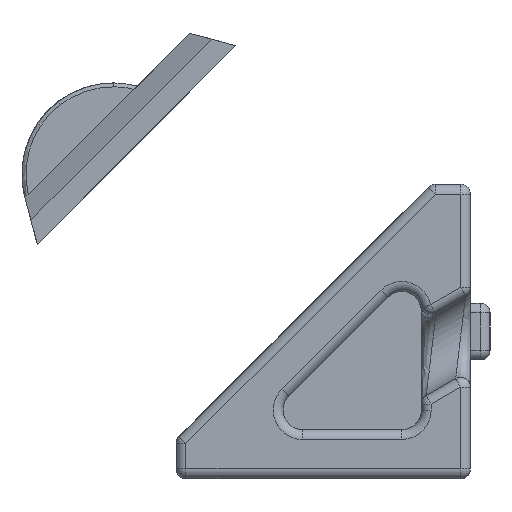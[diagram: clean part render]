
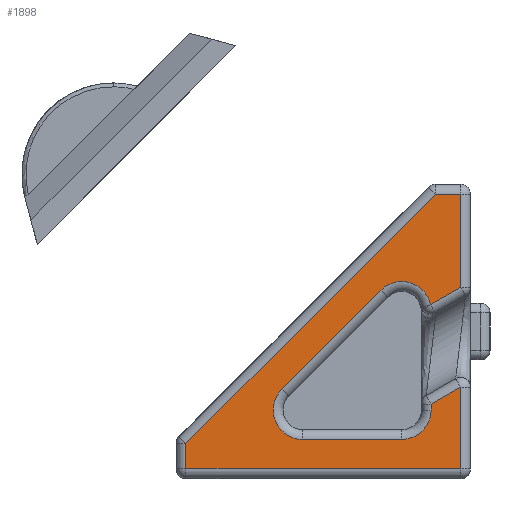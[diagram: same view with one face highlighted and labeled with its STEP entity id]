
A CAD part, left-side view. The second image highlights one B-rep face of the part: STEP entity #1898.
In plain terms, the highlighted planar face has unit normal (-1, 0, 0).
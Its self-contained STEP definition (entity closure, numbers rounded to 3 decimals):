
#58 = DIRECTION ( 'NONE',  ( 0., 0., -1. ) ) ;
#253 = VECTOR ( 'NONE', #13075, 1000. ) ;
#324 = EDGE_CURVE ( 'NONE', #2713, #10536, #4514, .T. ) ;
#415 = CARTESIAN_POINT ( 'NONE',  ( -40., 3.5, 8.55 ) ) ;
#611 = CARTESIAN_POINT ( 'NONE',  ( -40., 2.034, 8.866 ) ) ;
#639 = DIRECTION ( 'NONE',  ( 1., 0., 0. ) ) ;
#658 = DIRECTION ( 'NONE',  ( 0., -0.866, 0.5 ) ) ;
#679 = ORIENTED_EDGE ( 'NONE', *, *, #11289, .T. ) ;
#966 = VERTEX_POINT ( 'NONE', #14939 ) ;
#1307 = DIRECTION ( 'NONE',  ( 1., 0., 0. ) ) ;
#1374 = VERTEX_POINT ( 'NONE', #5466 ) ;
#1665 = ORIENTED_EDGE ( 'NONE', *, *, #11285, .T. ) ;
#1759 = ORIENTED_EDGE ( 'NONE', *, *, #4473, .T. ) ;
#1898 = ADVANCED_FACE ( 'NONE', ( #3873 ), #9069, .F. ) ;
#2015 = CARTESIAN_POINT ( 'NONE',  ( -40., 8.55, 2. ) ) ;
#2179 = VECTOR ( 'NONE', #9690, 1000. ) ;
#2713 = VERTEX_POINT ( 'NONE', #16072 ) ;
#2837 = VERTEX_POINT ( 'NONE', #611 ) ;
#3508 = AXIS2_PLACEMENT_3D ( 'NONE', #7636, #6369, #58 ) ;
#3531 = CARTESIAN_POINT ( 'NONE',  ( -40., 1.793, 14.5 ) ) ;
#3718 = LINE ( 'NONE', #12738, #4593 ) ;
#3729 = DIRECTION ( 'NONE',  ( 0., 0.707, -0.707 ) ) ;
#3761 = VECTOR ( 'NONE', #14874, 1000. ) ;
#3773 = AXIS2_PLACEMENT_3D ( 'NONE', #13660, #639, #12307 ) ;
#3873 = FACE_OUTER_BOUND ( 'NONE', #11499, .T. ) ;
#4266 = LINE ( 'NONE', #13371, #7936 ) ;
#4473 = EDGE_CURVE ( 'NONE', #7826, #12373, #6052, .T. ) ;
#4514 = LINE ( 'NONE', #8517, #2179 ) ;
#4593 = VECTOR ( 'NONE', #13765, 1000. ) ;
#4844 = CARTESIAN_POINT ( 'NONE',  ( -40., 8.146, 8.146 ) ) ;
#4893 = EDGE_CURVE ( 'NONE', #12035, #2837, #13535, .T. ) ;
#5094 = ORIENTED_EDGE ( 'NONE', *, *, #5525, .T. ) ;
#5121 = ORIENTED_EDGE ( 'NONE', *, *, #13635, .T. ) ;
#5175 = EDGE_CURVE ( 'NONE', #8435, #966, #6501, .T. ) ;
#5271 = VECTOR ( 'NONE', #3729, 1000. ) ;
#5324 = EDGE_CURVE ( 'NONE', #10536, #1374, #3718, .T. ) ;
#5466 = CARTESIAN_POINT ( 'NONE',  ( -40., 0.5, 0.5 ) ) ;
#5525 = EDGE_CURVE ( 'NONE', #8062, #14867, #7969, .T. ) ;
#5932 = CARTESIAN_POINT ( 'NONE',  ( -40., 0., 14.5 ) ) ;
#6052 = LINE ( 'NONE', #12603, #6538 ) ;
#6369 = DIRECTION ( 'NONE',  ( 1., 0., 0. ) ) ;
#6375 = CARTESIAN_POINT ( 'NONE',  ( -40., 0.5, 9.752 ) ) ;
#6479 = EDGE_CURVE ( 'NONE', #1374, #7826, #15764, .T. ) ;
#6501 = CIRCLE ( 'NONE', #3508, 1.5 ) ;
#6506 = DIRECTION ( 'NONE',  ( 0., 1., 0. ) ) ;
#6538 = VECTOR ( 'NONE', #7313, 1000. ) ;
#6752 = ORIENTED_EDGE ( 'NONE', *, *, #9984, .T. ) ;
#6807 = CARTESIAN_POINT ( 'NONE',  ( -40., 2., 3.5 ) ) ;
#6877 = VERTEX_POINT ( 'NONE', #3531 ) ;
#7029 = LINE ( 'NONE', #12484, #12816 ) ;
#7093 = VECTOR ( 'NONE', #658, 1000. ) ;
#7313 = DIRECTION ( 'NONE',  ( 0., 0.866, -0.5 ) ) ;
#7636 = CARTESIAN_POINT ( 'NONE',  ( -40., 8.55, 3.5 ) ) ;
#7807 = ORIENTED_EDGE ( 'NONE', *, *, #5175, .T. ) ;
#7808 = LINE ( 'NONE', #4844, #5271 ) ;
#7826 = VERTEX_POINT ( 'NONE', #11837 ) ;
#7936 = VECTOR ( 'NONE', #14576, 1000. ) ;
#7969 = LINE ( 'NONE', #14279, #253 ) ;
#8062 = VERTEX_POINT ( 'NONE', #6375 ) ;
#8266 = CARTESIAN_POINT ( 'NONE',  ( -40., 0.5, 0. ) ) ;
#8435 = VERTEX_POINT ( 'NONE', #2015 ) ;
#8476 = ORIENTED_EDGE ( 'NONE', *, *, #324, .T. ) ;
#8517 = CARTESIAN_POINT ( 'NONE',  ( -40., 14.5, 0. ) ) ;
#8603 = EDGE_CURVE ( 'NONE', #12373, #12071, #4266, .T. ) ;
#8608 = ORIENTED_EDGE ( 'NONE', *, *, #6479, .T. ) ;
#8648 = CARTESIAN_POINT ( 'NONE',  ( -40., 0.75, 9.607 ) ) ;
#9069 = PLANE ( 'NONE',  #12000 ) ;
#9361 = CARTESIAN_POINT ( 'NONE',  ( -40., 4.561, 9.611 ) ) ;
#9505 = VECTOR ( 'NONE', #14487, 1000. ) ;
#9690 = DIRECTION ( 'NONE',  ( 0., 0., -1. ) ) ;
#9780 = CARTESIAN_POINT ( 'NONE',  ( -40., 2., 3.805 ) ) ;
#9891 = CARTESIAN_POINT ( 'NONE',  ( -40., 3.5, 2. ) ) ;
#9984 = EDGE_CURVE ( 'NONE', #966, #12035, #11483, .T. ) ;
#10026 = EDGE_CURVE ( 'NONE', #6877, #2713, #7808, .T. ) ;
#10281 = DIRECTION ( 'NONE',  ( 0., -0.707, 0.707 ) ) ;
#10365 = ORIENTED_EDGE ( 'NONE', *, *, #13934, .T. ) ;
#10536 = VERTEX_POINT ( 'NONE', #14070 ) ;
#10869 = DIRECTION ( 'NONE',  ( 1., 0., 0. ) ) ;
#10945 = VECTOR ( 'NONE', #10281, 1000. ) ;
#11121 = LINE ( 'NONE', #5932, #3761 ) ;
#11285 = EDGE_CURVE ( 'NONE', #2837, #8062, #11295, .T. ) ;
#11289 = EDGE_CURVE ( 'NONE', #14276, #8435, #7029, .T. ) ;
#11295 = LINE ( 'NONE', #8648, #7093 ) ;
#11385 = ORIENTED_EDGE ( 'NONE', *, *, #10026, .T. ) ;
#11483 = LINE ( 'NONE', #13000, #10945 ) ;
#11499 = EDGE_LOOP ( 'NONE', ( #8608, #1759, #11764, #10365, #679, #7807, #6752, #16783, #1665, #5094, #5121, #11385, #8476, #13005 ) ) ;
#11764 = ORIENTED_EDGE ( 'NONE', *, *, #8603, .T. ) ;
#11837 = CARTESIAN_POINT ( 'NONE',  ( -40., 0.5, 4.671 ) ) ;
#12000 = AXIS2_PLACEMENT_3D ( 'NONE', #14262, #1307, #6506 ) ;
#12035 = VERTEX_POINT ( 'NONE', #9361 ) ;
#12071 = VERTEX_POINT ( 'NONE', #6807 ) ;
#12239 = DIRECTION ( 'NONE',  ( 0., 0., -1. ) ) ;
#12307 = DIRECTION ( 'NONE',  ( 0., 0., -1. ) ) ;
#12373 = VERTEX_POINT ( 'NONE', #9780 ) ;
#12484 = CARTESIAN_POINT ( 'NONE',  ( -40., 0., 2. ) ) ;
#12603 = CARTESIAN_POINT ( 'NONE',  ( -40., 2.148, 3.72 ) ) ;
#12738 = CARTESIAN_POINT ( 'NONE',  ( -40., 0., 0.5 ) ) ;
#12816 = VECTOR ( 'NONE', #16242, 1000. ) ;
#13000 = CARTESIAN_POINT ( 'NONE',  ( -40., 7.086, 7.086 ) ) ;
#13005 = ORIENTED_EDGE ( 'NONE', *, *, #5324, .T. ) ;
#13075 = DIRECTION ( 'NONE',  ( 0., 0., 1. ) ) ;
#13371 = CARTESIAN_POINT ( 'NONE',  ( -40., 2., 0. ) ) ;
#13535 = CIRCLE ( 'NONE', #16826, 1.5 ) ;
#13635 = EDGE_CURVE ( 'NONE', #14867, #6877, #11121, .T. ) ;
#13654 = CARTESIAN_POINT ( 'NONE',  ( -40., 0.5, 14.5 ) ) ;
#13660 = CARTESIAN_POINT ( 'NONE',  ( -40., 3.5, 3.5 ) ) ;
#13765 = DIRECTION ( 'NONE',  ( 0., -1., 0. ) ) ;
#13934 = EDGE_CURVE ( 'NONE', #12071, #14276, #14916, .T. ) ;
#14070 = CARTESIAN_POINT ( 'NONE',  ( -40., 14.5, 0.5 ) ) ;
#14262 = CARTESIAN_POINT ( 'NONE',  ( -40., 0., 0. ) ) ;
#14276 = VERTEX_POINT ( 'NONE', #9891 ) ;
#14279 = CARTESIAN_POINT ( 'NONE',  ( -40., 0.5, 0. ) ) ;
#14487 = DIRECTION ( 'NONE',  ( 0., 0., 1. ) ) ;
#14576 = DIRECTION ( 'NONE',  ( 0., 0., -1. ) ) ;
#14867 = VERTEX_POINT ( 'NONE', #13654 ) ;
#14874 = DIRECTION ( 'NONE',  ( 0., 1., 0. ) ) ;
#14916 = CIRCLE ( 'NONE', #3773, 1.5 ) ;
#14939 = CARTESIAN_POINT ( 'NONE',  ( -40., 9.611, 4.561 ) ) ;
#15764 = LINE ( 'NONE', #8266, #9505 ) ;
#16072 = CARTESIAN_POINT ( 'NONE',  ( -40., 14.5, 1.793 ) ) ;
#16242 = DIRECTION ( 'NONE',  ( 0., 1., 0. ) ) ;
#16783 = ORIENTED_EDGE ( 'NONE', *, *, #4893, .T. ) ;
#16826 = AXIS2_PLACEMENT_3D ( 'NONE', #415, #10869, #12239 ) ;
